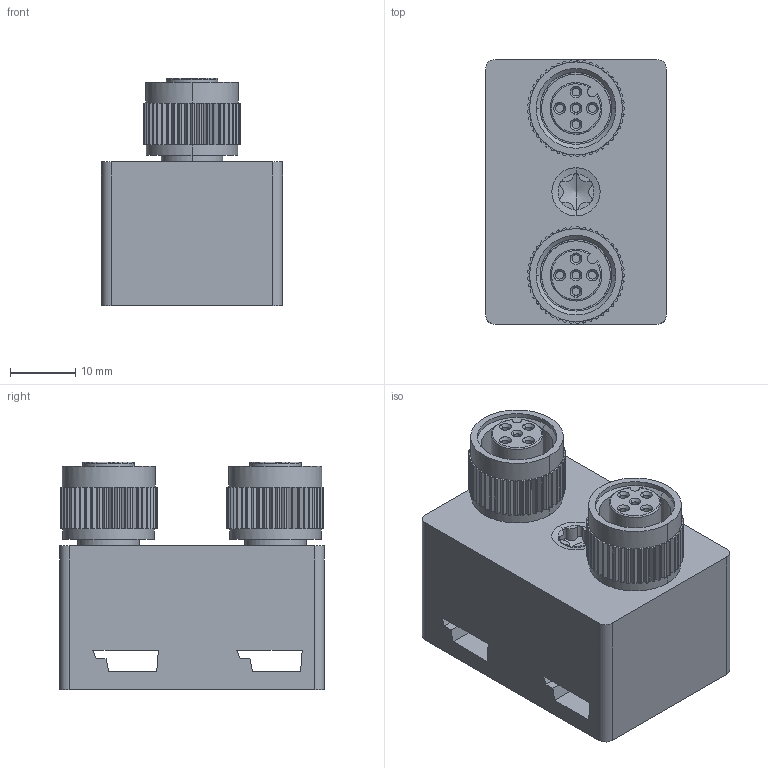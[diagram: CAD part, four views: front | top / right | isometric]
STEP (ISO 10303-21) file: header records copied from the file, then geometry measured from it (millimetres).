
FILE_DESCRIPTION((''),'2;1');
FILE_NAME('ASM0001_SW0001','2012-02-02T',('dhelisch'),(''),'PRO/ENGINEER BY PARAMETRIC TECHNOLOGY CORPORATION, 2007250','PRO/ENGINEER BY PARAMETRIC TECHNOLOGY CORPORATION, 2007250','');
FILE_SCHEMA(('CONFIG_CONTROL_DESIGN'));
Length unit declared in the file: millimetre
Products named in the file (1): ASM0001_SW0001
Bounding box: 27.7 x 40.5 x 34.8 mm (x, y, z)
Volume: 25504.7 mm3; surface area: 10524.4 mm2
Topology: 3 solids, 3 shells, 731 faces, 1742 edges, 1041 vertices
Faces by surface type: plane 507, cylinder 186, cone 28, bspline 8, torus 2
Entity records: 23376 total; most frequent: CARTESIAN_POINT 5132, DIRECTION 3796, ORIENTED_EDGE 3480, EDGE_CURVE 1740, AXIS2_PLACEMENT_3D 1391, VERTEX_POINT 1041, VECTOR 1014, LINE 1014
